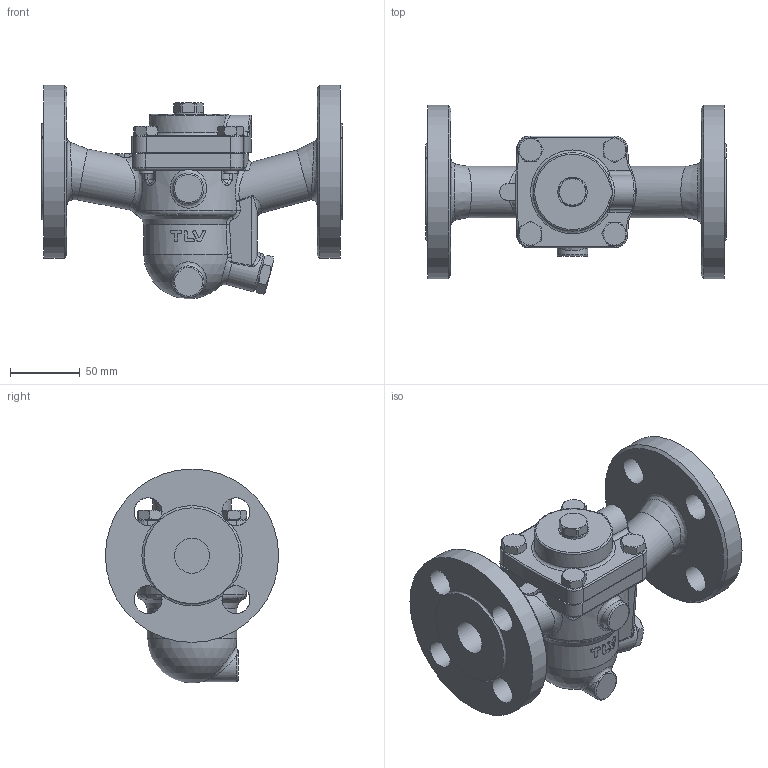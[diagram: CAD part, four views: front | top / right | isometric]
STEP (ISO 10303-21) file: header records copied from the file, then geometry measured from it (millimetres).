
FILE_DESCRIPTION((''),'2;1');
FILE_NAME('j3x00-025-a0250-00.stp','2009-10-23T13:58:49',('nakaot'),(''),'Autodesk Inventor 2008','Autodesk Inventor 2008','');
FILE_SCHEMA(('AUTOMOTIVE_DESIGN { 1 0 10303 214 1 1 1 1 }'));
Length unit declared in the file: millimetre
Products named in the file (1): j3x00-025-a0250-00
Bounding box: 215 x 124 x 153 mm (x, y, z)
Volume: 1029749.5 mm3; surface area: 129681.6 mm2
Topology: 3 solids, 3 shells, 368 faces, 906 edges, 562 vertices
Faces by surface type: plane 104, bspline 88, cone 79, cylinder 77, torus 19, sphere 1
Full cylindrical faces by diameter (mm): 10 x8, 19 x1, 21 x1, 22 x1, 25 x1, 28 x1, 37 x2, 56.5 x1, 124 x2
Entity records: 24061 total; most frequent: CARTESIAN_POINT 16395, ORIENTED_EDGE 1672, DIRECTION 1446, EDGE_CURVE 836, AXIS2_PLACEMENT_3D 639, VERTEX_POINT 535, EDGE_LOOP 451, FACE_OUTER_BOUND 367
